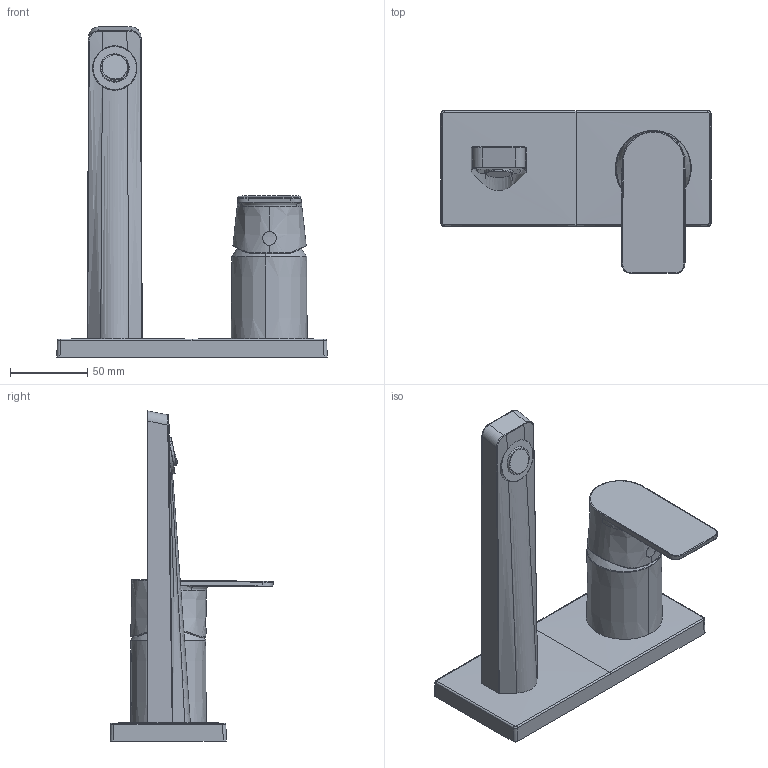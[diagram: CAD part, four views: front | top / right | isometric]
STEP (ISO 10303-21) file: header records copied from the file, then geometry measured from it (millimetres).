
FILE_DESCRIPTION (( 'STEP AP203' ), '1' );
FILE_NAME ('44902173(2021).STEP', '2020-10-28T06:08:43', ( '' ), ( '' ), 'SwSTEP 2.0', 'SolidWorks 2016', '' );
FILE_SCHEMA (( 'CONFIG_CONTROL_DESIGN' ));
Length unit declared in the file: millimetre
Products named in the file (1): 44902173(2021)
Bounding box: 175 x 105.7 x 213.74 mm (x, y, z)
Volume: 459209.8 mm3; surface area: 70891.1 mm2
Topology: 1 solids, 1 shells, 109 faces, 265 edges, 165 vertices
Faces by surface type: bspline 63, cylinder 19, plane 19, torus 4, cone 2, sphere 2
Entity records: 10152 total; most frequent: CARTESIAN_POINT 7991, ORIENTED_EDGE 530, DIRECTION 269, EDGE_CURVE 265, VERTEX_POINT 165, B_SPLINE_CURVE_WITH_KNOTS 138, EDGE_LOOP 116, FACE_OUTER_BOUND 109
